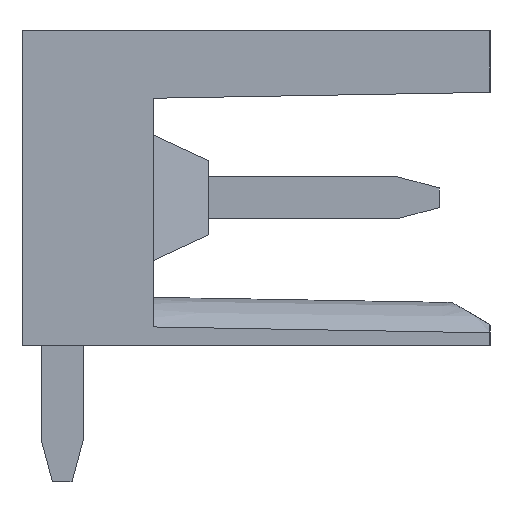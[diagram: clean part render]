
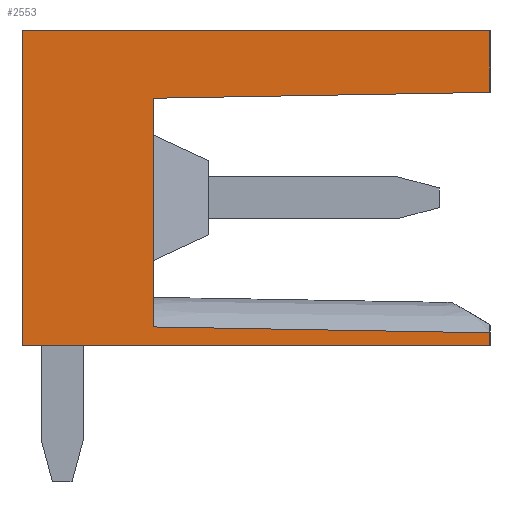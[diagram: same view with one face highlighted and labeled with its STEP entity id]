
A CAD part, left-side view. The second image highlights one B-rep face of the part: STEP entity #2553.
In plain terms, the highlighted planar face has unit normal (-1, 0, 0).
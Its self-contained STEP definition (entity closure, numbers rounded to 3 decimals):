
#2522=AXIS2_PLACEMENT_3D('Plane Axis2P3D',#2519,#2520,#2521) ;
#1195=CARTESIAN_POINT('Vertex',(0.,11.05,3.2)) ;
#1198=CARTESIAN_POINT('Line Origine',(0.,11.05,6.925)) ;
#1202=CARTESIAN_POINT('Vertex',(0.,11.05,10.65)) ;
#1460=CARTESIAN_POINT('Vertex',(0.,0.,3.2)) ;
#1463=CARTESIAN_POINT('Line Origine',(0.,5.525,3.2)) ;
#1510=CARTESIAN_POINT('Vertex',(0.,0.,10.65)) ;
#1515=CARTESIAN_POINT('Line Origine',(0.,0.,9.919)) ;
#1519=CARTESIAN_POINT('Vertex',(0.,0.,9.189)) ;
#1879=CARTESIAN_POINT('Line Origine',(0.,0.,3.356)) ;
#1883=CARTESIAN_POINT('Vertex',(0.,0.,3.511)) ;
#2151=CARTESIAN_POINT('Line Origine',(0.,5.525,10.65)) ;
#2519=CARTESIAN_POINT('Axis2P3D Location',(0.,0.,0.)) ;
#2524=CARTESIAN_POINT('Line Origine',(0.,3.975,3.581)) ;
#2528=CARTESIAN_POINT('Vertex',(0.,7.95,3.65)) ;
#2531=CARTESIAN_POINT('Line Origine',(0.,7.95,6.35)) ;
#2535=CARTESIAN_POINT('Vertex',(0.,7.95,9.05)) ;
#2538=CARTESIAN_POINT('Line Origine',(0.,3.975,9.119)) ;
#1199=DIRECTION('Vector Direction',(0.,0.,1.)) ;
#1464=DIRECTION('Vector Direction',(0.,1.,0.)) ;
#1516=DIRECTION('Vector Direction',(0.,0.,-1.)) ;
#1880=DIRECTION('Vector Direction',(0.,0.,-1.)) ;
#2152=DIRECTION('Vector Direction',(0.,-1.,0.)) ;
#2520=DIRECTION('Axis2P3D Direction',(-1.,0.,0.)) ;
#2521=DIRECTION('Axis2P3D XDirection',(0.,-1.,0.)) ;
#2525=DIRECTION('Vector Direction',(0.,1.,0.017)) ;
#2532=DIRECTION('Vector Direction',(0.,0.,1.)) ;
#2539=DIRECTION('Vector Direction',(0.,1.,-0.017)) ;
#1200=VECTOR('Line Direction',#1199,1.) ;
#1465=VECTOR('Line Direction',#1464,1.) ;
#1517=VECTOR('Line Direction',#1516,1.) ;
#1881=VECTOR('Line Direction',#1880,1.) ;
#2153=VECTOR('Line Direction',#2152,1.) ;
#2526=VECTOR('Line Direction',#2525,1.) ;
#2533=VECTOR('Line Direction',#2532,1.) ;
#2540=VECTOR('Line Direction',#2539,1.) ;
#2544=ORIENTED_EDGE('',*,*,#1521,.T.) ;
#2545=ORIENTED_EDGE('',*,*,#2155,.T.) ;
#2546=ORIENTED_EDGE('',*,*,#1204,.T.) ;
#2547=ORIENTED_EDGE('',*,*,#1467,.T.) ;
#2548=ORIENTED_EDGE('',*,*,#1885,.T.) ;
#2549=ORIENTED_EDGE('',*,*,#2530,.F.) ;
#2550=ORIENTED_EDGE('',*,*,#2537,.F.) ;
#2551=ORIENTED_EDGE('',*,*,#2542,.F.) ;
#2553=ADVANCED_FACE('HOUSING',(#2552),#2523,.T.) ;
#1204=EDGE_CURVE('',#1203,#1196,#1201,.F.) ;
#1467=EDGE_CURVE('',#1196,#1461,#1466,.F.) ;
#1521=EDGE_CURVE('',#1520,#1511,#1518,.F.) ;
#1885=EDGE_CURVE('',#1461,#1884,#1882,.F.) ;
#2155=EDGE_CURVE('',#1511,#1203,#2154,.F.) ;
#2530=EDGE_CURVE('',#2529,#1884,#2527,.F.) ;
#2537=EDGE_CURVE('',#2536,#2529,#2534,.F.) ;
#2542=EDGE_CURVE('',#1520,#2536,#2541,.T.) ;
#2543=EDGE_LOOP('',(#2544,#2545,#2546,#2547,#2548,#2549,#2550,#2551)) ;
#2552=FACE_OUTER_BOUND('',#2543,.T.) ;
#1201=LINE('Line',#1198,#1200) ;
#1466=LINE('Line',#1463,#1465) ;
#1518=LINE('Line',#1515,#1517) ;
#1882=LINE('Line',#1879,#1881) ;
#2154=LINE('Line',#2151,#2153) ;
#2527=LINE('Line',#2524,#2526) ;
#2534=LINE('Line',#2531,#2533) ;
#2541=LINE('Line',#2538,#2540) ;
#2523=PLANE('',#2522) ;
#1196=VERTEX_POINT('',#1195) ;
#1203=VERTEX_POINT('',#1202) ;
#1461=VERTEX_POINT('',#1460) ;
#1511=VERTEX_POINT('',#1510) ;
#1520=VERTEX_POINT('',#1519) ;
#1884=VERTEX_POINT('',#1883) ;
#2529=VERTEX_POINT('',#2528) ;
#2536=VERTEX_POINT('',#2535) ;
